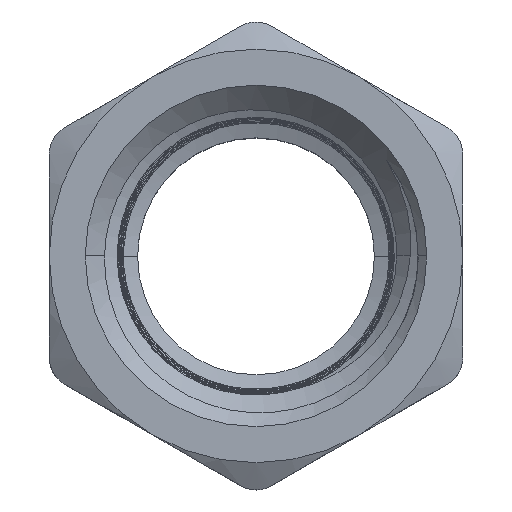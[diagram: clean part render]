
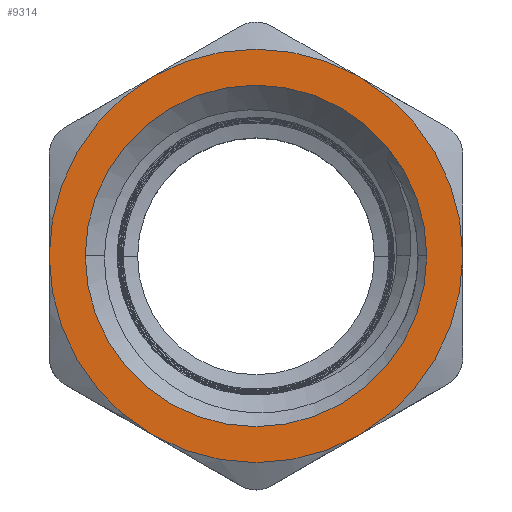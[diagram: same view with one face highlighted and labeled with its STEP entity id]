
A CAD part, top view. The second image highlights one B-rep face of the part: STEP entity #9314.
In plain terms, the highlighted planar face has unit normal (0, 0, 1).
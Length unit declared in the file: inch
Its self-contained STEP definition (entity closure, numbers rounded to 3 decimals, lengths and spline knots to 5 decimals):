
#82 = DIRECTION ( 'NONE',  ( 0., 0., 1. ) ) ;
#156 = CARTESIAN_POINT ( 'NONE',  ( 0.17188, 0.2977, 0.33 ) ) ;
#229 = DIRECTION ( 'NONE',  ( -1., 0., 0. ) ) ;
#239 = VERTEX_POINT ( 'NONE', #156 ) ;
#386 = CARTESIAN_POINT ( 'NONE',  ( 0., 0., 0.33 ) ) ;
#466 = CARTESIAN_POINT ( 'NONE',  ( 0., 0., 0.33 ) ) ;
#872 = EDGE_CURVE ( 'NONE', #239, #1264, #4997, .T. ) ;
#907 = VERTEX_POINT ( 'NONE', #3061 ) ;
#956 = AXIS2_PLACEMENT_3D ( 'NONE', #6267, #1176, #6320 ) ;
#984 = AXIS2_PLACEMENT_3D ( 'NONE', #2388, #8489, #6729 ) ;
#1136 = DIRECTION ( 'NONE',  ( 0., 0., 1. ) ) ;
#1176 = DIRECTION ( 'NONE',  ( 0., 0., 1. ) ) ;
#1189 = VERTEX_POINT ( 'NONE', #3179 ) ;
#1204 = CIRCLE ( 'NONE', #8800, 0.34375 ) ;
#1264 = VERTEX_POINT ( 'NONE', #5544 ) ;
#1816 = DIRECTION ( 'NONE',  ( 0., 0., 1. ) ) ;
#1968 = CARTESIAN_POINT ( 'NONE',  ( -0.34375, 0., 0.33 ) ) ;
#2076 = AXIS2_PLACEMENT_3D ( 'NONE', #2779, #1816, #7752 ) ;
#2119 = CIRCLE ( 'NONE', #9871, 0.2839 ) ;
#2206 = EDGE_CURVE ( 'NONE', #9909, #4412, #1204, .T. ) ;
#2388 = CARTESIAN_POINT ( 'NONE',  ( 0., 0., 0.33 ) ) ;
#2706 = DIRECTION ( 'NONE',  ( 1., 0., 0. ) ) ;
#2768 = DIRECTION ( 'NONE',  ( 1., 0., 0. ) ) ;
#2779 = CARTESIAN_POINT ( 'NONE',  ( 0., 0., 0.33 ) ) ;
#3013 = DIRECTION ( 'NONE',  ( 1., 0., 0. ) ) ;
#3061 = CARTESIAN_POINT ( 'NONE',  ( -0.2839, 0., 0.33 ) ) ;
#3115 = EDGE_CURVE ( 'NONE', #907, #4878, #2119, .T. ) ;
#3179 = CARTESIAN_POINT ( 'NONE',  ( 0.34375, 0., 0.33 ) ) ;
#3182 = ORIENTED_EDGE ( 'NONE', *, *, #2206, .T. ) ;
#3538 = CIRCLE ( 'NONE', #5887, 0.2839 ) ;
#3625 = PLANE ( 'NONE',  #7847 ) ;
#4412 = VERTEX_POINT ( 'NONE', #5009 ) ;
#4425 = ORIENTED_EDGE ( 'NONE', *, *, #872, .T. ) ;
#4486 = EDGE_CURVE ( 'NONE', #4878, #907, #3538, .T. ) ;
#4579 = CARTESIAN_POINT ( 'NONE',  ( 0., 0., 0.33 ) ) ;
#4878 = VERTEX_POINT ( 'NONE', #8652 ) ;
#4966 = CIRCLE ( 'NONE', #5481, 0.34375 ) ;
#4997 = CIRCLE ( 'NONE', #10959, 0.34375 ) ;
#5009 = CARTESIAN_POINT ( 'NONE',  ( -0.17187, -0.2977, 0.33 ) ) ;
#5173 = ORIENTED_EDGE ( 'NONE', *, *, #8358, .T. ) ;
#5202 = ORIENTED_EDGE ( 'NONE', *, *, #9779, .T. ) ;
#5316 = CARTESIAN_POINT ( 'NONE',  ( 0., 0.2839, 0.33 ) ) ;
#5481 = AXIS2_PLACEMENT_3D ( 'NONE', #7845, #6939, #2706 ) ;
#5544 = CARTESIAN_POINT ( 'NONE',  ( -0.17188, 0.2977, 0.33 ) ) ;
#5887 = AXIS2_PLACEMENT_3D ( 'NONE', #7826, #82, #8999 ) ;
#6214 = VERTEX_POINT ( 'NONE', #9684 ) ;
#6267 = CARTESIAN_POINT ( 'NONE',  ( 0., 0., 0.33 ) ) ;
#6320 = DIRECTION ( 'NONE',  ( 1., 0., 0. ) ) ;
#6404 = CIRCLE ( 'NONE', #984, 0.34375 ) ;
#6729 = DIRECTION ( 'NONE',  ( 1., 0., 0. ) ) ;
#6939 = DIRECTION ( 'NONE',  ( 0., 0., 1. ) ) ;
#7064 = DIRECTION ( 'NONE',  ( 0., 0., -1. ) ) ;
#7179 = DIRECTION ( 'NONE',  ( 0., 0., 1. ) ) ;
#7414 = ORIENTED_EDGE ( 'NONE', *, *, #9182, .T. ) ;
#7752 = DIRECTION ( 'NONE',  ( 1., 0., 0. ) ) ;
#7824 = CIRCLE ( 'NONE', #956, 0.34375 ) ;
#7826 = CARTESIAN_POINT ( 'NONE',  ( 0., 0., 0.33 ) ) ;
#7845 = CARTESIAN_POINT ( 'NONE',  ( 0., 0., 0.33 ) ) ;
#7847 = AXIS2_PLACEMENT_3D ( 'NONE', #5316, #7064, #229 ) ;
#8191 = ORIENTED_EDGE ( 'NONE', *, *, #10901, .T. ) ;
#8358 = EDGE_CURVE ( 'NONE', #6214, #1189, #10543, .T. ) ;
#8489 = DIRECTION ( 'NONE',  ( 0., 0., 1. ) ) ;
#8652 = CARTESIAN_POINT ( 'NONE',  ( 0.2839, 0., 0.33 ) ) ;
#8800 = AXIS2_PLACEMENT_3D ( 'NONE', #466, #1136, #3013 ) ;
#8823 = FACE_OUTER_BOUND ( 'NONE', #9615, .T. ) ;
#8999 = DIRECTION ( 'NONE',  ( 1., 0., 0. ) ) ;
#9182 = EDGE_CURVE ( 'NONE', #1189, #239, #6404, .T. ) ;
#9314 = ADVANCED_FACE ( 'NONE', ( #9604, #8823 ), #3625, .F. ) ;
#9552 = ORIENTED_EDGE ( 'NONE', *, *, #4486, .F. ) ;
#9604 = FACE_BOUND ( 'NONE', #10996, .T. ) ;
#9615 = EDGE_LOOP ( 'NONE', ( #7414, #4425, #8191, #3182, #5202, #5173 ) ) ;
#9684 = CARTESIAN_POINT ( 'NONE',  ( 0.17188, -0.2977, 0.33 ) ) ;
#9777 = ORIENTED_EDGE ( 'NONE', *, *, #3115, .F. ) ;
#9779 = EDGE_CURVE ( 'NONE', #4412, #6214, #4966, .T. ) ;
#9871 = AXIS2_PLACEMENT_3D ( 'NONE', #386, #10667, #2768 ) ;
#9909 = VERTEX_POINT ( 'NONE', #1968 ) ;
#10453 = DIRECTION ( 'NONE',  ( 1., 0., 0. ) ) ;
#10543 = CIRCLE ( 'NONE', #2076, 0.34375 ) ;
#10667 = DIRECTION ( 'NONE',  ( 0., 0., 1. ) ) ;
#10901 = EDGE_CURVE ( 'NONE', #1264, #9909, #7824, .T. ) ;
#10959 = AXIS2_PLACEMENT_3D ( 'NONE', #4579, #7179, #10453 ) ;
#10996 = EDGE_LOOP ( 'NONE', ( #9552, #9777 ) ) ;
